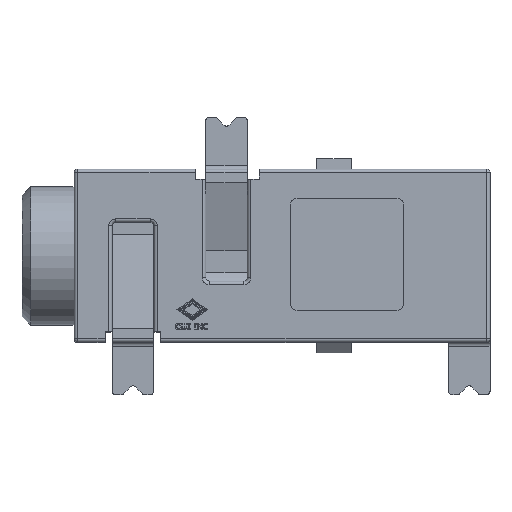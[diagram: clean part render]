
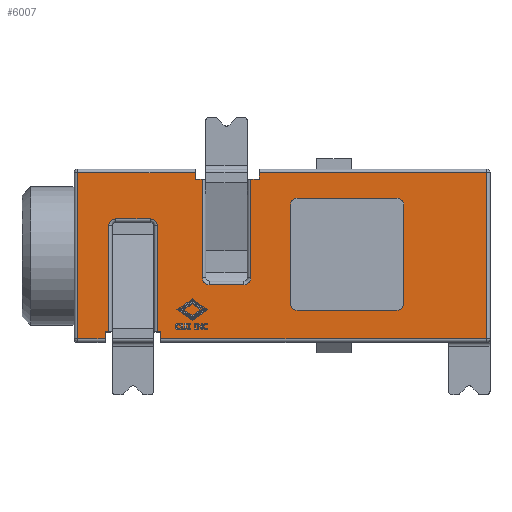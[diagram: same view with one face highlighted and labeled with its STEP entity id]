
A CAD part, top view. The second image highlights one B-rep face of the part: STEP entity #6007.
In plain terms, the highlighted face is planar.
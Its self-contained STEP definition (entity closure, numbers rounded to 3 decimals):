
#157=FACE_BOUND('',#958,.T.);
#256=PLANE('',#6438);
#609=FACE_OUTER_BOUND('',#957,.T.);
#957=EDGE_LOOP('',(#4558,#4559,#4560,#4561,#4562,#4563,#4564,#4565,#4566,
#4567,#4568,#4569,#4570,#4571,#4572,#4573,#4574,#4575,#4576,#4577,#4578,
#4579,#4580,#4581));
#958=EDGE_LOOP('',(#4582,#4583,#4584,#4585,#4586,#4587,#4588,#4589));
#1386=LINE('',#8756,#2039);
#1403=LINE('',#8803,#2056);
#1404=LINE('',#8807,#2057);
#1405=LINE('',#8809,#2058);
#1406=LINE('',#8811,#2059);
#1407=LINE('',#8813,#2060);
#1408=LINE('',#8817,#2061);
#1409=LINE('',#8821,#2062);
#1410=LINE('',#8823,#2063);
#1411=LINE('',#8825,#2064);
#1412=LINE('',#8827,#2065);
#1413=LINE('',#8829,#2066);
#1414=LINE('',#8831,#2067);
#1415=LINE('',#8833,#2068);
#1416=LINE('',#8835,#2069);
#1417=LINE('',#8837,#2070);
#1418=LINE('',#8841,#2071);
#1419=LINE('',#8845,#2072);
#1420=LINE('',#8847,#2073);
#1421=LINE('',#8848,#2074);
#1422=LINE('',#8853,#2075);
#1423=LINE('',#8857,#2076);
#1424=LINE('',#8861,#2077);
#1425=LINE('',#8864,#2078);
#2039=VECTOR('',#7172,4.8);
#2056=VECTOR('',#7213,9.4);
#2057=VECTOR('',#7218,6.55);
#2058=VECTOR('',#7219,0.2);
#2059=VECTOR('',#7220,0.25);
#2060=VECTOR('',#7221,2.834);
#2061=VECTOR('',#7224,1.);
#2062=VECTOR('',#7227,2.834);
#2063=VECTOR('',#7228,0.2);
#2064=VECTOR('',#7229,0.2);
#2065=VECTOR('',#7230,3.4);
#2066=VECTOR('',#7231,4.8);
#2067=VECTOR('',#7232,0.8);
#2068=VECTOR('',#7233,0.2);
#2069=VECTOR('',#7234,0.1);
#2070=VECTOR('',#7235,3.062);
#2071=VECTOR('',#7238,1.);
#2072=VECTOR('',#7241,3.062);
#2073=VECTOR('',#7242,0.1);
#2074=VECTOR('',#7243,0.2);
#2075=VECTOR('',#7246,2.829);
#2076=VECTOR('',#7249,2.876);
#2077=VECTOR('',#7252,2.829);
#2078=VECTOR('',#7255,2.876);
#2603=CIRCLE('',#6439,0.2);
#2604=CIRCLE('',#6440,0.2);
#2605=CIRCLE('',#6441,0.2);
#2606=CIRCLE('',#6442,0.2);
#2607=CIRCLE('',#6443,0.2);
#2608=CIRCLE('',#6444,0.2);
#2609=CIRCLE('',#6445,0.2);
#2610=CIRCLE('',#6446,0.2);
#2820=VERTEX_POINT('',#8753);
#2821=VERTEX_POINT('',#8755);
#2839=VERTEX_POINT('',#8802);
#2840=VERTEX_POINT('',#8806);
#2841=VERTEX_POINT('',#8808);
#2842=VERTEX_POINT('',#8810);
#2843=VERTEX_POINT('',#8812);
#2844=VERTEX_POINT('',#8814);
#2845=VERTEX_POINT('',#8816);
#2846=VERTEX_POINT('',#8818);
#2847=VERTEX_POINT('',#8820);
#2848=VERTEX_POINT('',#8822);
#2849=VERTEX_POINT('',#8824);
#2850=VERTEX_POINT('',#8826);
#2851=VERTEX_POINT('',#8828);
#2852=VERTEX_POINT('',#8830);
#2853=VERTEX_POINT('',#8832);
#2854=VERTEX_POINT('',#8834);
#2855=VERTEX_POINT('',#8836);
#2856=VERTEX_POINT('',#8838);
#2857=VERTEX_POINT('',#8840);
#2858=VERTEX_POINT('',#8842);
#2859=VERTEX_POINT('',#8844);
#2860=VERTEX_POINT('',#8846);
#2861=VERTEX_POINT('',#8849);
#2862=VERTEX_POINT('',#8850);
#2863=VERTEX_POINT('',#8852);
#2864=VERTEX_POINT('',#8854);
#2865=VERTEX_POINT('',#8856);
#2866=VERTEX_POINT('',#8858);
#2867=VERTEX_POINT('',#8860);
#2868=VERTEX_POINT('',#8862);
#3459=EDGE_CURVE('',#2820,#2821,#1386,.T.);
#3483=EDGE_CURVE('',#2821,#2839,#1403,.T.);
#3485=EDGE_CURVE('',#2840,#2820,#1404,.T.);
#3486=EDGE_CURVE('',#2841,#2840,#1405,.T.);
#3487=EDGE_CURVE('',#2842,#2841,#1406,.T.);
#3488=EDGE_CURVE('',#2843,#2842,#1407,.T.);
#3489=EDGE_CURVE('',#2844,#2843,#2603,.T.);
#3490=EDGE_CURVE('',#2845,#2844,#1408,.T.);
#3491=EDGE_CURVE('',#2846,#2845,#2604,.T.);
#3492=EDGE_CURVE('',#2847,#2846,#1409,.T.);
#3493=EDGE_CURVE('',#2848,#2847,#1410,.T.);
#3494=EDGE_CURVE('',#2848,#2849,#1411,.T.);
#3495=EDGE_CURVE('',#2850,#2849,#1412,.T.);
#3496=EDGE_CURVE('',#2851,#2850,#1413,.T.);
#3497=EDGE_CURVE('',#2852,#2851,#1414,.T.);
#3498=EDGE_CURVE('',#2853,#2852,#1415,.T.);
#3499=EDGE_CURVE('',#2854,#2853,#1416,.T.);
#3500=EDGE_CURVE('',#2855,#2854,#1417,.T.);
#3501=EDGE_CURVE('',#2856,#2855,#2605,.T.);
#3502=EDGE_CURVE('',#2857,#2856,#1418,.T.);
#3503=EDGE_CURVE('',#2858,#2857,#2606,.T.);
#3504=EDGE_CURVE('',#2859,#2858,#1419,.T.);
#3505=EDGE_CURVE('',#2860,#2859,#1420,.T.);
#3506=EDGE_CURVE('',#2860,#2839,#1421,.T.);
#3507=EDGE_CURVE('',#2861,#2862,#2607,.T.);
#3508=EDGE_CURVE('',#2862,#2863,#1422,.T.);
#3509=EDGE_CURVE('',#2863,#2864,#2608,.T.);
#3510=EDGE_CURVE('',#2864,#2865,#1423,.T.);
#3511=EDGE_CURVE('',#2865,#2866,#2609,.T.);
#3512=EDGE_CURVE('',#2866,#2867,#1424,.T.);
#3513=EDGE_CURVE('',#2867,#2868,#2610,.T.);
#3514=EDGE_CURVE('',#2868,#2861,#1425,.T.);
#4558=ORIENTED_EDGE('',*,*,#3459,.F.);
#4559=ORIENTED_EDGE('',*,*,#3485,.F.);
#4560=ORIENTED_EDGE('',*,*,#3486,.F.);
#4561=ORIENTED_EDGE('',*,*,#3487,.F.);
#4562=ORIENTED_EDGE('',*,*,#3488,.F.);
#4563=ORIENTED_EDGE('',*,*,#3489,.F.);
#4564=ORIENTED_EDGE('',*,*,#3490,.F.);
#4565=ORIENTED_EDGE('',*,*,#3491,.F.);
#4566=ORIENTED_EDGE('',*,*,#3492,.F.);
#4567=ORIENTED_EDGE('',*,*,#3493,.F.);
#4568=ORIENTED_EDGE('',*,*,#3494,.T.);
#4569=ORIENTED_EDGE('',*,*,#3495,.F.);
#4570=ORIENTED_EDGE('',*,*,#3496,.F.);
#4571=ORIENTED_EDGE('',*,*,#3497,.F.);
#4572=ORIENTED_EDGE('',*,*,#3498,.F.);
#4573=ORIENTED_EDGE('',*,*,#3499,.F.);
#4574=ORIENTED_EDGE('',*,*,#3500,.F.);
#4575=ORIENTED_EDGE('',*,*,#3501,.F.);
#4576=ORIENTED_EDGE('',*,*,#3502,.F.);
#4577=ORIENTED_EDGE('',*,*,#3503,.F.);
#4578=ORIENTED_EDGE('',*,*,#3504,.F.);
#4579=ORIENTED_EDGE('',*,*,#3505,.F.);
#4580=ORIENTED_EDGE('',*,*,#3506,.T.);
#4581=ORIENTED_EDGE('',*,*,#3483,.F.);
#4582=ORIENTED_EDGE('',*,*,#3507,.T.);
#4583=ORIENTED_EDGE('',*,*,#3508,.T.);
#4584=ORIENTED_EDGE('',*,*,#3509,.T.);
#4585=ORIENTED_EDGE('',*,*,#3510,.T.);
#4586=ORIENTED_EDGE('',*,*,#3511,.T.);
#4587=ORIENTED_EDGE('',*,*,#3512,.T.);
#4588=ORIENTED_EDGE('',*,*,#3513,.T.);
#4589=ORIENTED_EDGE('',*,*,#3514,.T.);
#6007=ADVANCED_FACE('',(#609,#157),#256,.F.);
#6438=AXIS2_PLACEMENT_3D('',#8805,#7216,#7217);
#6439=AXIS2_PLACEMENT_3D('',#8815,#7222,#7223);
#6440=AXIS2_PLACEMENT_3D('',#8819,#7225,#7226);
#6441=AXIS2_PLACEMENT_3D('',#8839,#7236,#7237);
#6442=AXIS2_PLACEMENT_3D('',#8843,#7239,#7240);
#6443=AXIS2_PLACEMENT_3D('',#8851,#7244,#7245);
#6444=AXIS2_PLACEMENT_3D('',#8855,#7247,#7248);
#6445=AXIS2_PLACEMENT_3D('',#8859,#7250,#7251);
#6446=AXIS2_PLACEMENT_3D('',#8863,#7253,#7254);
#7172=DIRECTION('',(-1.,0.,0.));
#7213=DIRECTION('',(0.,0.,-1.));
#7216=DIRECTION('center_axis',(0.,-1.,0.));
#7217=DIRECTION('ref_axis',(0.,0.,-1.));
#7218=DIRECTION('',(0.,0.,1.));
#7219=DIRECTION('',(1.,0.,0.));
#7220=DIRECTION('',(0.,0.,1.));
#7221=DIRECTION('',(1.,0.,0.));
#7222=DIRECTION('center_axis',(0.,1.,0.));
#7223=DIRECTION('ref_axis',(-0.707,0.,0.707));
#7224=DIRECTION('',(0.,0.,1.));
#7225=DIRECTION('center_axis',(0.,1.,0.));
#7226=DIRECTION('ref_axis',(-0.707,0.,-0.707));
#7227=DIRECTION('',(-1.,0.,0.));
#7228=DIRECTION('',(0.,0.,1.));
#7229=DIRECTION('',(1.,0.,0.));
#7230=DIRECTION('',(0.,0.,1.));
#7231=DIRECTION('',(1.,0.,0.));
#7232=DIRECTION('',(0.,0.,-1.));
#7233=DIRECTION('',(-1.,0.,0.));
#7234=DIRECTION('',(0.,0.,-1.));
#7235=DIRECTION('',(-1.,0.,0.));
#7236=DIRECTION('center_axis',(0.,1.,0.));
#7237=DIRECTION('ref_axis',(0.707,0.,-0.707));
#7238=DIRECTION('',(0.,0.,-1.));
#7239=DIRECTION('center_axis',(0.,1.,0.));
#7240=DIRECTION('ref_axis',(0.707,0.,0.707));
#7241=DIRECTION('',(1.,0.,0.));
#7242=DIRECTION('',(0.,0.,-1.));
#7243=DIRECTION('',(-1.,0.,0.));
#7244=DIRECTION('center_axis',(0.,-1.,0.));
#7245=DIRECTION('ref_axis',(0.,0.,1.));
#7246=DIRECTION('',(1.,0.,0.));
#7247=DIRECTION('center_axis',(0.,-1.,0.));
#7248=DIRECTION('ref_axis',(-1.,0.,0.));
#7249=DIRECTION('',(0.,0.,1.));
#7250=DIRECTION('center_axis',(0.,-1.,0.));
#7251=DIRECTION('ref_axis',(0.,0.,-1.));
#7252=DIRECTION('',(-1.,0.,0.));
#7253=DIRECTION('center_axis',(0.,-1.,0.));
#7254=DIRECTION('ref_axis',(1.,0.,0.));
#7255=DIRECTION('',(0.,0.,-1.));
#8753=CARTESIAN_POINT('',(2.4,2.2,11.9));
#8755=CARTESIAN_POINT('',(-2.4,2.2,11.9));
#8756=CARTESIAN_POINT('',(-2.5,2.2,11.9));
#8802=CARTESIAN_POINT('',(-2.4,2.2,2.5));
#8803=CARTESIAN_POINT('',(-2.4,2.2,12.));
#8805=CARTESIAN_POINT('Origin',(-2.5,2.2,12.));
#8806=CARTESIAN_POINT('',(2.4,2.2,5.35));
#8807=CARTESIAN_POINT('',(2.4,2.2,12.));
#8808=CARTESIAN_POINT('',(2.2,2.2,5.35));
#8809=CARTESIAN_POINT('',(2.2,2.2,5.35));
#8810=CARTESIAN_POINT('',(2.2,2.2,5.1));
#8811=CARTESIAN_POINT('',(2.2,2.2,5.35));
#8812=CARTESIAN_POINT('',(-0.634,2.2,5.1));
#8813=CARTESIAN_POINT('',(0.75,2.2,5.1));
#8814=CARTESIAN_POINT('',(-0.834,2.2,4.9));
#8815=CARTESIAN_POINT('Origin',(-0.634,2.2,4.9));
#8816=CARTESIAN_POINT('',(-0.834,2.2,3.9));
#8817=CARTESIAN_POINT('',(-0.834,2.2,8.5));
#8818=CARTESIAN_POINT('',(-0.634,2.2,3.7));
#8819=CARTESIAN_POINT('Origin',(-0.634,2.2,3.9));
#8820=CARTESIAN_POINT('',(2.2,2.2,3.7));
#8821=CARTESIAN_POINT('',(-0.2,2.2,3.7));
#8822=CARTESIAN_POINT('',(2.2,2.2,3.5));
#8823=CARTESIAN_POINT('',(2.2,2.2,5.35));
#8824=CARTESIAN_POINT('',(2.4,2.2,3.5));
#8825=CARTESIAN_POINT('',(2.2,2.2,3.5));
#8826=CARTESIAN_POINT('',(2.4,2.2,0.1));
#8827=CARTESIAN_POINT('',(2.4,2.2,12.));
#8828=CARTESIAN_POINT('',(-2.4,2.2,0.1));
#8829=CARTESIAN_POINT('',(-2.5,2.2,0.1));
#8830=CARTESIAN_POINT('',(-2.4,2.2,0.9));
#8831=CARTESIAN_POINT('',(-2.4,2.2,12.));
#8832=CARTESIAN_POINT('',(-2.2,2.2,0.9));
#8833=CARTESIAN_POINT('',(-2.2,2.2,0.9));
#8834=CARTESIAN_POINT('',(-2.2,2.2,1.));
#8835=CARTESIAN_POINT('',(-2.2,2.2,2.5));
#8836=CARTESIAN_POINT('',(0.862,2.2,1.));
#8837=CARTESIAN_POINT('',(-3.25,2.2,1.));
#8838=CARTESIAN_POINT('',(1.062,2.2,1.2));
#8839=CARTESIAN_POINT('Origin',(0.862,2.2,1.2));
#8840=CARTESIAN_POINT('',(1.062,2.2,2.2));
#8841=CARTESIAN_POINT('',(1.062,2.2,6.55));
#8842=CARTESIAN_POINT('',(0.862,2.2,2.4));
#8843=CARTESIAN_POINT('Origin',(0.862,2.2,2.2));
#8844=CARTESIAN_POINT('',(-2.2,2.2,2.4));
#8845=CARTESIAN_POINT('',(-2.3,2.2,2.4));
#8846=CARTESIAN_POINT('',(-2.2,2.2,2.5));
#8847=CARTESIAN_POINT('',(-2.2,2.2,2.5));
#8848=CARTESIAN_POINT('',(-2.2,2.2,2.5));
#8849=CARTESIAN_POINT('',(-1.576,2.2,6.438));
#8850=CARTESIAN_POINT('',(-1.376,2.2,6.238));
#8851=CARTESIAN_POINT('Origin',(-1.376,2.2,6.438));
#8852=CARTESIAN_POINT('',(1.453,2.2,6.238));
#8853=CARTESIAN_POINT('',(-1.938,2.2,6.238));
#8854=CARTESIAN_POINT('',(1.653,2.2,6.438));
#8855=CARTESIAN_POINT('Origin',(1.453,2.2,6.438));
#8856=CARTESIAN_POINT('',(1.653,2.2,9.314));
#8857=CARTESIAN_POINT('',(1.653,2.2,9.219));
#8858=CARTESIAN_POINT('',(1.453,2.2,9.514));
#8859=CARTESIAN_POINT('Origin',(1.453,2.2,9.314));
#8860=CARTESIAN_POINT('',(-1.376,2.2,9.514));
#8861=CARTESIAN_POINT('',(-0.523,2.2,9.514));
#8862=CARTESIAN_POINT('',(-1.576,2.2,9.314));
#8863=CARTESIAN_POINT('Origin',(-1.376,2.2,9.314));
#8864=CARTESIAN_POINT('',(-1.576,2.2,10.657));
